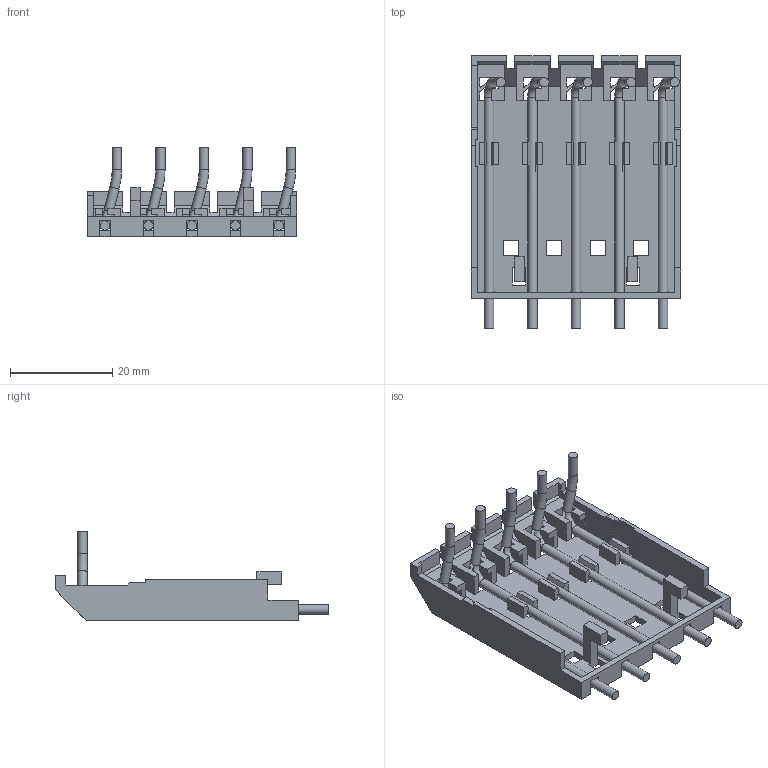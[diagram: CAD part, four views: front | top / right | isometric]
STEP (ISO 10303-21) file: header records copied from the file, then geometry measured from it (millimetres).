
FILE_DESCRIPTION((''),'2;1');
FILE_NAME('12C70077H01.stp','2015-05-22T17:12:52',('rshanor'),(''),'Autodesk Inventor 2013','Autodesk Inventor 2013','');
FILE_SCHEMA(('AUTOMOTIVE_DESIGN { 1 2 10303 214 0 1 1 1 }'));
Length unit declared in the file: inch
Products named in the file (1): 12C70077H01
Bounding box: 41 x 53.33 x 17.42 mm (x, y, z)
Volume: 4354.4 mm3; surface area: 8281.6 mm2
Topology: 1 solids, 1 shells, 314 faces, 1041 edges, 684 vertices
Faces by surface type: plane 279, cylinder 25, torus 10
Full cylindrical faces by diameter (mm): 1.85 x10
Entity records: 11480 total; most frequent: CARTESIAN_POINT 2075, ORIENTED_EDGE 2002, DIRECTION 1686, EDGE_CURVE 1001, VECTOR 916, LINE 916, VERTEX_POINT 664, AXIS2_PLACEMENT_3D 385
